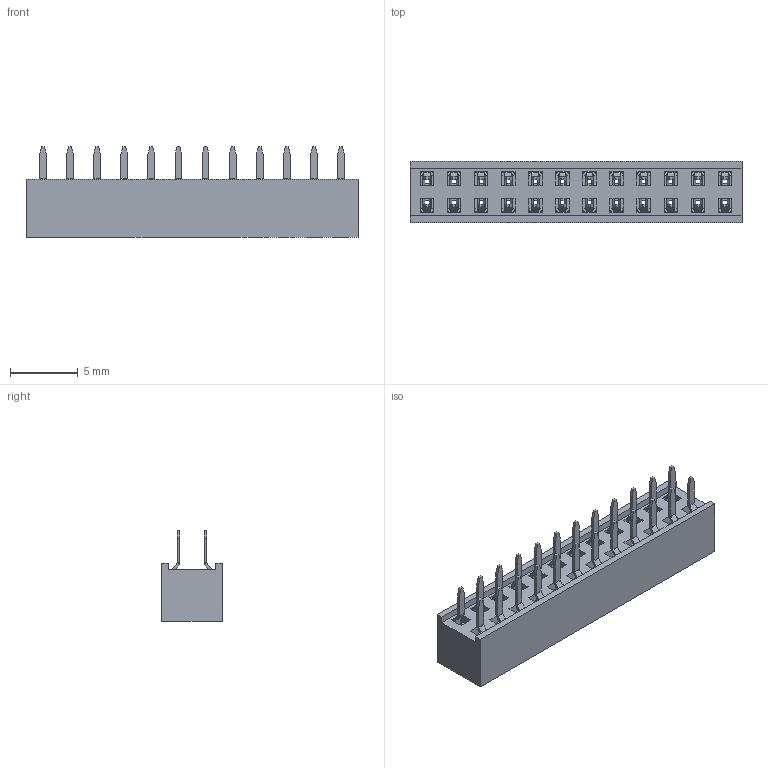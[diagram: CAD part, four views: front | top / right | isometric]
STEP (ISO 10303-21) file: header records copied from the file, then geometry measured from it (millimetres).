
FILE_DESCRIPTION (( 'STEP AP214' ), '1' );
FILE_NAME ('FFH20001-D24S1014K6K-REF.STEP', '2025-03-31T02:08:24', ( '' ), ( '' ), 'SwSTEP 2.0', 'SolidWorks 2021', '' );
FILE_SCHEMA (( 'AUTOMOTIVE_DESIGN' ));
Length unit declared in the file: millimetre
Products named in the file (1): FFH20001-D24S1014K6K-REF
Bounding box: 24.5 x 4.5 x 6.7 mm (x, y, z)
Volume: 378.8 mm3; surface area: 1072.5 mm2
Topology: 1 solids, 1 shells, 1834 faces, 4440 edges, 2560 vertices
Faces by surface type: plane 1498, cylinder 336
Entity records: 51826 total; most frequent: CARTESIAN_POINT 8979, ORIENTED_EDGE 8880, DIRECTION 8734, EDGE_CURVE 4440, VECTOR 3720, LINE 3720, VERTEX_POINT 2560, AXIS2_PLACEMENT_3D 2507
